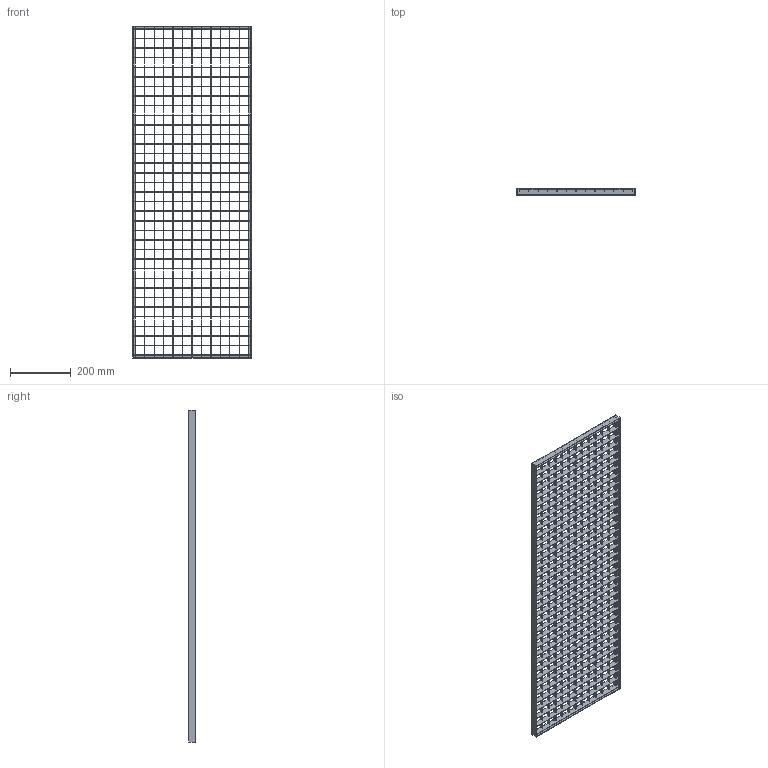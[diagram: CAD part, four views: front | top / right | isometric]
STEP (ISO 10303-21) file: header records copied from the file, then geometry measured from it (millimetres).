
FILE_DESCRIPTION (( 'STEP AP203' ), '1' );
FILE_NAME ('23-391093020-7.step', '2015-08-26T22:53:20', ( '' ), ( '' ), 'SwSTEP 2.0', 'SolidWorks 2015', '' );
FILE_SCHEMA (( 'CONFIG_CONTROL_DESIGN' ));
Length unit declared in the file: millimetre
Products named in the file (1): 23-391093020-7
Bounding box: 390 x 20 x 1090 mm (x, y, z)
Volume: 691203 mm3; surface area: 1026007 mm2
Topology: 1 solids, 1 shells, 1756 faces, 6656 edges, 4432 vertices
Faces by surface type: plane 1756
Entity records: 70670 total; most frequent: ORIENTED_EDGE 13312, CARTESIAN_POINT 12860, DIRECTION 10165, EDGE_CURVE 6656, LINE 6651, VECTOR 6651, VERTEX_POINT 4432, EDGE_LOOP 2294
